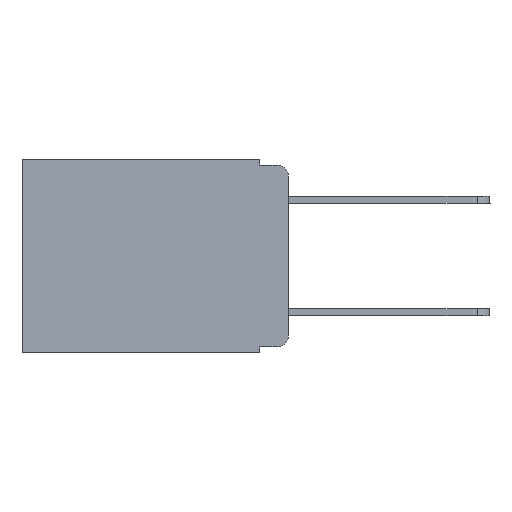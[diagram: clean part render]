
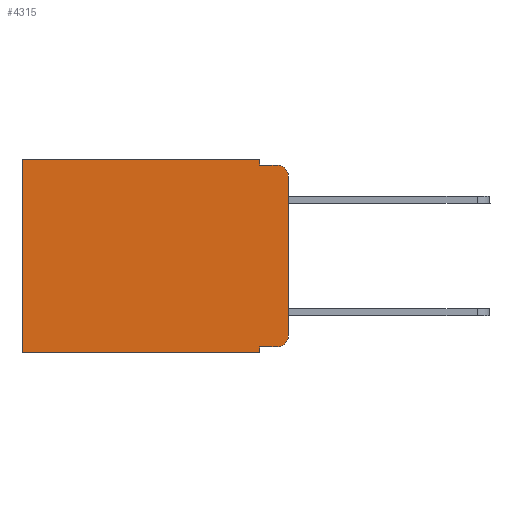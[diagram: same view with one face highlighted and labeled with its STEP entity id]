
A CAD part, left-side view. The second image highlights one B-rep face of the part: STEP entity #4315.
In plain terms, the highlighted planar face has unit normal (-1, 0, 0).
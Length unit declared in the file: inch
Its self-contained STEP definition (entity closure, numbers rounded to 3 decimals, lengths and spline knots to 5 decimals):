
#20 = DIRECTION ( 'NONE',  ( 0., 1., 0. ) ) ;
#49 = DIRECTION ( 'NONE',  ( 0., -1., 0. ) ) ;
#249 = VERTEX_POINT ( 'NONE', #3412 ) ;
#276 = VECTOR ( 'NONE', #9909, 39.37008 ) ;
#314 = ORIENTED_EDGE ( 'NONE', *, *, #1536, .T. ) ;
#336 = DIRECTION ( 'NONE',  ( -1., 0., 0. ) ) ;
#362 = VERTEX_POINT ( 'NONE', #9298 ) ;
#795 = CARTESIAN_POINT ( 'NONE',  ( 0.298, 0.051, -0.01 ) ) ;
#864 = FACE_OUTER_BOUND ( 'NONE', #3103, .T. ) ;
#933 = DIRECTION ( 'NONE',  ( 0., 1., 0. ) ) ;
#952 = EDGE_CURVE ( 'NONE', #362, #249, #8392, .T. ) ;
#994 = LINE ( 'NONE', #7256, #8329 ) ;
#1184 = VECTOR ( 'NONE', #11486, 39.37008 ) ;
#1226 = VECTOR ( 'NONE', #20, 39.37008 ) ;
#1535 = CARTESIAN_POINT ( 'NONE',  ( 0.298, 0.02, -0.333 ) ) ;
#1536 = EDGE_CURVE ( 'NONE', #6757, #2377, #9501, .T. ) ;
#1586 = DIRECTION ( 'NONE',  ( -1., 0., 0. ) ) ;
#1693 = ORIENTED_EDGE ( 'NONE', *, *, #10383, .F. ) ;
#1697 = EDGE_CURVE ( 'NONE', #9534, #9902, #6287, .T. ) ;
#1711 = DIRECTION ( 'NONE',  ( 0., 0., -1. ) ) ;
#1837 = CARTESIAN_POINT ( 'NONE',  ( 0.298, 0.051, 0. ) ) ;
#2006 = CARTESIAN_POINT ( 'NONE',  ( 0.298, 0.051, 0. ) ) ;
#2079 = ORIENTED_EDGE ( 'NONE', *, *, #6941, .F. ) ;
#2188 = CARTESIAN_POINT ( 'NONE',  ( 0.298, 0.051, -0.333 ) ) ;
#2377 = VERTEX_POINT ( 'NONE', #7753 ) ;
#2541 = CARTESIAN_POINT ( 'NONE',  ( 0.298, 0.02, -0.313 ) ) ;
#3103 = EDGE_LOOP ( 'NONE', ( #5195, #6936, #1693, #7859, #9938, #5019, #2079, #5157, #5094, #314 ) ) ;
#3164 = CARTESIAN_POINT ( 'NONE',  ( 0.298, 0.02, -0.03 ) ) ;
#3412 = CARTESIAN_POINT ( 'NONE',  ( 0.298, 0.02, -0.01 ) ) ;
#3555 = CARTESIAN_POINT ( 'NONE',  ( 0.298, 0.051, 0. ) ) ;
#3622 = CARTESIAN_POINT ( 'NONE',  ( 0.298, 0., -0.343 ) ) ;
#3811 = AXIS2_PLACEMENT_3D ( 'NONE', #2541, #1586, #6953 ) ;
#3883 = EDGE_CURVE ( 'NONE', #11084, #6757, #7992, .T. ) ;
#4315 = ADVANCED_FACE ( 'NONE', ( #864 ), #5561, .F. ) ;
#4352 = CARTESIAN_POINT ( 'NONE',  ( 0.298, 0.051, -0.343 ) ) ;
#4499 = DIRECTION ( 'NONE',  ( 1., 0., 0. ) ) ;
#4562 = LINE ( 'NONE', #1837, #4707 ) ;
#4707 = VECTOR ( 'NONE', #1711, 39.37008 ) ;
#5019 = ORIENTED_EDGE ( 'NONE', *, *, #10664, .T. ) ;
#5094 = ORIENTED_EDGE ( 'NONE', *, *, #3883, .T. ) ;
#5157 = ORIENTED_EDGE ( 'NONE', *, *, #9435, .F. ) ;
#5195 = ORIENTED_EDGE ( 'NONE', *, *, #7284, .F. ) ;
#5396 = LINE ( 'NONE', #11623, #276 ) ;
#5512 = DIRECTION ( 'NONE',  ( 0., 0., -1. ) ) ;
#5561 = PLANE ( 'NONE',  #6358 ) ;
#5727 = AXIS2_PLACEMENT_3D ( 'NONE', #3164, #336, #11291 ) ;
#6287 = LINE ( 'NONE', #3555, #7091 ) ;
#6358 = AXIS2_PLACEMENT_3D ( 'NONE', #9146, #4499, #7306 ) ;
#6672 = DIRECTION ( 'NONE',  ( 0., 0., -1. ) ) ;
#6676 = VERTEX_POINT ( 'NONE', #8621 ) ;
#6757 = VERTEX_POINT ( 'NONE', #1535 ) ;
#6849 = CARTESIAN_POINT ( 'NONE',  ( 0.298, 0.473, 0. ) ) ;
#6936 = ORIENTED_EDGE ( 'NONE', *, *, #952, .T. ) ;
#6941 = EDGE_CURVE ( 'NONE', #10338, #10089, #11758, .T. ) ;
#6953 = DIRECTION ( 'NONE',  ( 0., 0., -1. ) ) ;
#7091 = VECTOR ( 'NONE', #5512, 39.37008 ) ;
#7256 = CARTESIAN_POINT ( 'NONE',  ( 0.298, 0., 0. ) ) ;
#7284 = EDGE_CURVE ( 'NONE', #362, #2377, #5396, .T. ) ;
#7306 = DIRECTION ( 'NONE',  ( 0., 0., -1. ) ) ;
#7434 = VECTOR ( 'NONE', #6672, 39.37008 ) ;
#7753 = CARTESIAN_POINT ( 'NONE',  ( 0.298, 0., -0.313 ) ) ;
#7859 = ORIENTED_EDGE ( 'NONE', *, *, #1697, .F. ) ;
#7879 = CARTESIAN_POINT ( 'NONE',  ( 0.298, 0.051, -0.333 ) ) ;
#7992 = LINE ( 'NONE', #7879, #1184 ) ;
#8329 = VECTOR ( 'NONE', #933, 39.37008 ) ;
#8392 = CIRCLE ( 'NONE', #5727, 0.02 ) ;
#8621 = CARTESIAN_POINT ( 'NONE',  ( 0.298, 0.473, 0. ) ) ;
#9146 = CARTESIAN_POINT ( 'NONE',  ( 0.298, 0., 0. ) ) ;
#9298 = CARTESIAN_POINT ( 'NONE',  ( 0.298, 0., -0.03 ) ) ;
#9435 = EDGE_CURVE ( 'NONE', #11084, #10338, #4562, .T. ) ;
#9501 = CIRCLE ( 'NONE', #3811, 0.02 ) ;
#9512 = EDGE_CURVE ( 'NONE', #9534, #6676, #994, .T. ) ;
#9534 = VERTEX_POINT ( 'NONE', #2006 ) ;
#9576 = LINE ( 'NONE', #6849, #7434 ) ;
#9902 = VERTEX_POINT ( 'NONE', #795 ) ;
#9909 = DIRECTION ( 'NONE',  ( 0., 0., -1. ) ) ;
#9938 = ORIENTED_EDGE ( 'NONE', *, *, #9512, .T. ) ;
#10089 = VERTEX_POINT ( 'NONE', #11138 ) ;
#10338 = VERTEX_POINT ( 'NONE', #4352 ) ;
#10383 = EDGE_CURVE ( 'NONE', #9902, #249, #10770, .T. ) ;
#10623 = VECTOR ( 'NONE', #49, 39.37008 ) ;
#10664 = EDGE_CURVE ( 'NONE', #6676, #10089, #9576, .T. ) ;
#10770 = LINE ( 'NONE', #10881, #10623 ) ;
#10881 = CARTESIAN_POINT ( 'NONE',  ( 0.298, 0.051, -0.01 ) ) ;
#11084 = VERTEX_POINT ( 'NONE', #2188 ) ;
#11138 = CARTESIAN_POINT ( 'NONE',  ( 0.298, 0.473, -0.343 ) ) ;
#11291 = DIRECTION ( 'NONE',  ( 0., 0., -1. ) ) ;
#11486 = DIRECTION ( 'NONE',  ( 0., -1., 0. ) ) ;
#11623 = CARTESIAN_POINT ( 'NONE',  ( 0.298, 0., 0. ) ) ;
#11758 = LINE ( 'NONE', #3622, #1226 ) ;
